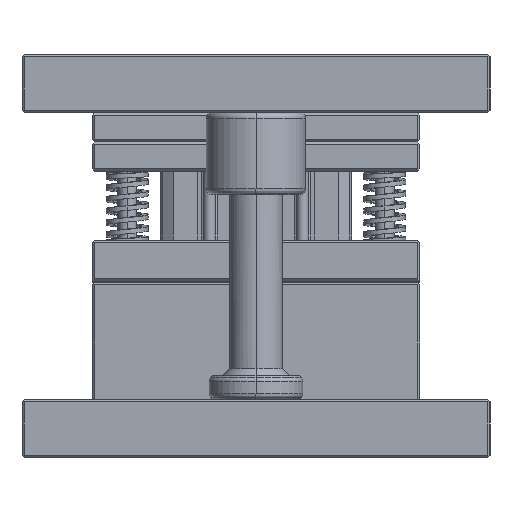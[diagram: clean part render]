
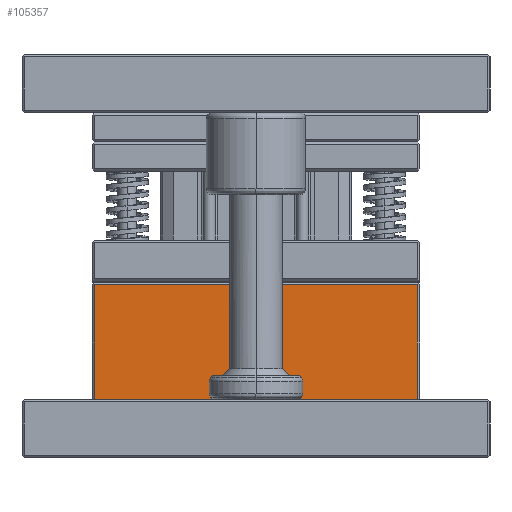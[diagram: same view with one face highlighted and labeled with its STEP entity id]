
A CAD part, left-side view. The second image highlights one B-rep face of the part: STEP entity #105357.
In plain terms, the highlighted free-form (B-spline) face has degree [1, 1] with [2, 2] control points.
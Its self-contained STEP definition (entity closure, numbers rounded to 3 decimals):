
#100226 = VERTEX_POINT('',#100227);
#100227 = CARTESIAN_POINT('',(-188.677,-185.982,
    -133.422));
#100232 = EDGE_CURVE('',#100233,#100226,#100235,.T.);
#100233 = VERTEX_POINT('',#100234);
#100234 = CARTESIAN_POINT('',(-188.677,185.982,
    -133.422));
#100235 = B_SPLINE_CURVE_WITH_KNOTS('',1,(#100236,#100237),
  .UNSPECIFIED.,.F.,.F.,(2,2),(0.,276.),.PIECEWISE_BEZIER_KNOTS.);
#100236 = CARTESIAN_POINT('',(-188.677,185.982,
    -133.422));
#100237 = CARTESIAN_POINT('',(-188.677,-185.982,
    -133.422));
#105341 = VERTEX_POINT('',#105342);
#105342 = CARTESIAN_POINT('',(-188.677,-185.982,
    -1.348));
#105347 = EDGE_CURVE('',#105341,#100226,#105348,.T.);
#105348 = B_SPLINE_CURVE_WITH_KNOTS('',1,(#105349,#105350),
  .UNSPECIFIED.,.F.,.F.,(2,2),(0.,98.),.PIECEWISE_BEZIER_KNOTS.);
#105349 = CARTESIAN_POINT('',(-188.677,-185.982,
    -1.348));
#105350 = CARTESIAN_POINT('',(-188.677,-185.982,
    -133.422));
#105357 = ADVANCED_FACE('',(#105358),#105374,.T.);
#105358 = FACE_BOUND('',#105359,.T.);
#105359 = EDGE_LOOP('',(#105360,#105361,#105362,#105369));
#105360 = ORIENTED_EDGE('',*,*,#100232,.T.);
#105361 = ORIENTED_EDGE('',*,*,#105347,.F.);
#105362 = ORIENTED_EDGE('',*,*,#105363,.T.);
#105363 = EDGE_CURVE('',#105341,#105364,#105366,.T.);
#105364 = VERTEX_POINT('',#105365);
#105365 = CARTESIAN_POINT('',(-188.677,185.982,
    -1.348));
#105366 = B_SPLINE_CURVE_WITH_KNOTS('',1,(#105367,#105368),
  .UNSPECIFIED.,.F.,.F.,(2,2),(0.,276.),.PIECEWISE_BEZIER_KNOTS.);
#105367 = CARTESIAN_POINT('',(-188.677,-185.982,
    -1.348));
#105368 = CARTESIAN_POINT('',(-188.677,185.982,
    -1.348));
#105369 = ORIENTED_EDGE('',*,*,#105370,.F.);
#105370 = EDGE_CURVE('',#100233,#105364,#105371,.T.);
#105371 = B_SPLINE_CURVE_WITH_KNOTS('',1,(#105372,#105373),
  .UNSPECIFIED.,.F.,.F.,(2,2),(0.,98.),.PIECEWISE_BEZIER_KNOTS.);
#105372 = CARTESIAN_POINT('',(-188.677,185.982,
    -133.422));
#105373 = CARTESIAN_POINT('',(-188.677,185.982,
    -1.348));
#105374 = B_SPLINE_SURFACE_WITH_KNOTS('',1,1,(
    (#105375,#105376)
    ,(#105377,#105378
    )),.UNSPECIFIED.,.F.,.F.,.F.,(2,2),(2,2),(-100.,-2.),(-278.,-2.),
  .PIECEWISE_BEZIER_KNOTS.);
#105375 = CARTESIAN_POINT('',(-188.677,-185.982,
    -133.422));
#105376 = CARTESIAN_POINT('',(-188.677,185.982,
    -133.422));
#105377 = CARTESIAN_POINT('',(-188.677,-185.982,
    -1.348));
#105378 = CARTESIAN_POINT('',(-188.677,185.982,
    -1.348));
